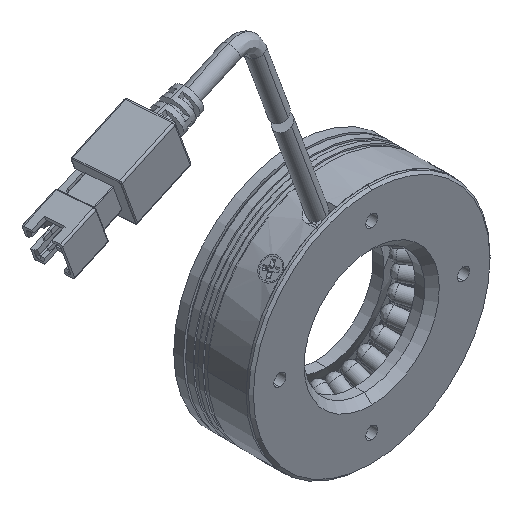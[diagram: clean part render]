
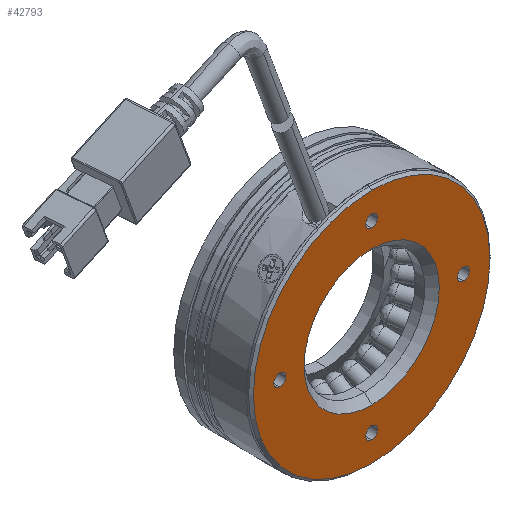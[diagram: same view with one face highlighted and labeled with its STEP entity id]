
A CAD part, isometric view. The second image highlights one B-rep face of the part: STEP entity #42793.
In plain terms, the highlighted planar face has unit normal (0, -1, 0).
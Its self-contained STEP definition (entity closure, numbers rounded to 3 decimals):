
#392 = DIRECTION ( 'NONE',  ( 0., 0., -1. ) ) ;
#1414 = CIRCLE ( 'NONE', #54505, 1.25 ) ;
#1615 = DIRECTION ( 'NONE',  ( 0., 0., 1. ) ) ;
#2312 = DIRECTION ( 'NONE',  ( 0., 0., 1. ) ) ;
#3381 = ORIENTED_EDGE ( 'NONE', *, *, #7594, .F. ) ;
#4510 = CARTESIAN_POINT ( 'NONE',  ( -28.649, -3.851, 77.803 ) ) ;
#4712 = EDGE_LOOP ( 'NONE', ( #42157, #64954 ) ) ;
#5568 = AXIS2_PLACEMENT_3D ( 'NONE', #33290, #75748, #39335 ) ;
#6161 = CARTESIAN_POINT ( 'NONE',  ( -9.649, -3.851, 57.553 ) ) ;
#7479 = CARTESIAN_POINT ( 'NONE',  ( -9.649, -3.851, 76.553 ) ) ;
#7594 = EDGE_CURVE ( 'NONE', #20204, #51337, #32501, .T. ) ;
#7810 = CARTESIAN_POINT ( 'NONE',  ( -9.649, -3.851, 58.803 ) ) ;
#8065 = AXIS2_PLACEMENT_3D ( 'NONE', #18774, #61275, #24931 ) ;
#8817 = VERTEX_POINT ( 'NONE', #12694 ) ;
#8848 = EDGE_LOOP ( 'NONE', ( #65332, #42444 ) ) ;
#12303 = DIRECTION ( 'NONE',  ( 0., 0., 1. ) ) ;
#12694 = CARTESIAN_POINT ( 'NONE',  ( -28.649, -3.851, 75.303 ) ) ;
#12783 = ORIENTED_EDGE ( 'NONE', *, *, #69344, .F. ) ;
#13017 = CIRCLE ( 'NONE', #70572, 1.25 ) ;
#13533 = VERTEX_POINT ( 'NONE', #14268 ) ;
#13598 = DIRECTION ( 'NONE',  ( 0., 0., -1. ) ) ;
#14268 = CARTESIAN_POINT ( 'NONE',  ( -9.649, -3.851, 62.553 ) ) ;
#15253 = CARTESIAN_POINT ( 'NONE',  ( 9.351, -3.851, 77.803 ) ) ;
#15710 = CARTESIAN_POINT ( 'NONE',  ( 9.351, -3.851, 76.553 ) ) ;
#15865 = EDGE_CURVE ( 'NONE', #13533, #61237, #55387, .T. ) ;
#16653 = CARTESIAN_POINT ( 'NONE',  ( -9.649, -3.851, 76.553 ) ) ;
#16989 = EDGE_LOOP ( 'NONE', ( #3381, #73734 ) ) ;
#18028 = CARTESIAN_POINT ( 'NONE',  ( -9.649, -3.851, 89.053 ) ) ;
#18774 = CARTESIAN_POINT ( 'NONE',  ( -9.649, -3.851, 57.553 ) ) ;
#19547 = CARTESIAN_POINT ( 'NONE',  ( -28.649, -3.851, 76.553 ) ) ;
#19703 = VERTEX_POINT ( 'NONE', #52316 ) ;
#20204 = VERTEX_POINT ( 'NONE', #15253 ) ;
#21153 = ORIENTED_EDGE ( 'NONE', *, *, #37697, .F. ) ;
#21178 = CIRCLE ( 'NONE', #50239, 1.25 ) ;
#21784 = EDGE_CURVE ( 'NONE', #45082, #54249, #1414, .T. ) ;
#21857 = DIRECTION ( 'NONE',  ( 0., 0., 1. ) ) ;
#22314 = CARTESIAN_POINT ( 'NONE',  ( -9.649, -3.851, 95.553 ) ) ;
#22699 = FACE_BOUND ( 'NONE', #4712, .T. ) ;
#22767 = DIRECTION ( 'NONE',  ( 0., 0., 1. ) ) ;
#23439 = AXIS2_PLACEMENT_3D ( 'NONE', #68444, #32022, #74559 ) ;
#24015 = CIRCLE ( 'NONE', #75918, 1.25 ) ;
#24155 = DIRECTION ( 'NONE',  ( 0., 0., -1. ) ) ;
#24204 = AXIS2_PLACEMENT_3D ( 'NONE', #73225, #36826, #392 ) ;
#24931 = DIRECTION ( 'NONE',  ( 0., 0., 1. ) ) ;
#25081 = EDGE_CURVE ( 'NONE', #75019, #25795, #35317, .T. ) ;
#25694 = DIRECTION ( 'NONE',  ( 0., 0., 1. ) ) ;
#25795 = VERTEX_POINT ( 'NONE', #7810 ) ;
#25927 = AXIS2_PLACEMENT_3D ( 'NONE', #16653, #59222, #22767 ) ;
#26698 = CARTESIAN_POINT ( 'NONE',  ( -9.649, -3.851, 52.053 ) ) ;
#28464 = DIRECTION ( 'NONE',  ( 0., 0., 1. ) ) ;
#30017 = PLANE ( 'NONE',  #64077 ) ;
#30354 = ORIENTED_EDGE ( 'NONE', *, *, #15865, .F. ) ;
#32022 = DIRECTION ( 'NONE',  ( 0., -1., 0. ) ) ;
#32501 = CIRCLE ( 'NONE', #34088, 1.25 ) ;
#33290 = CARTESIAN_POINT ( 'NONE',  ( -28.649, -3.851, 76.553 ) ) ;
#34088 = AXIS2_PLACEMENT_3D ( 'NONE', #15710, #58311, #21857 ) ;
#34622 = VERTEX_POINT ( 'NONE', #4510 ) ;
#35317 = CIRCLE ( 'NONE', #8065, 1.25 ) ;
#36128 = CIRCLE ( 'NONE', #24204, 24.5 ) ;
#36826 = DIRECTION ( 'NONE',  ( 0., 1., 0. ) ) ;
#37697 = EDGE_CURVE ( 'NONE', #59304, #19703, #42705, .T. ) ;
#38040 = DIRECTION ( 'NONE',  ( 0., -1., 0. ) ) ;
#38690 = DIRECTION ( 'NONE',  ( 0., -1., 0. ) ) ;
#38861 = FACE_BOUND ( 'NONE', #16989, .T. ) ;
#39335 = DIRECTION ( 'NONE',  ( 0., 0., 1. ) ) ;
#39808 = CARTESIAN_POINT ( 'NONE',  ( 9.351, -3.851, 75.303 ) ) ;
#41170 = EDGE_LOOP ( 'NONE', ( #75325, #30354 ) ) ;
#41864 = EDGE_CURVE ( 'NONE', #8817, #34622, #21178, .T. ) ;
#42157 = ORIENTED_EDGE ( 'NONE', *, *, #56678, .F. ) ;
#42444 = ORIENTED_EDGE ( 'NONE', *, *, #62113, .F. ) ;
#42445 = EDGE_CURVE ( 'NONE', #61237, #13533, #67606, .T. ) ;
#42705 = CIRCLE ( 'NONE', #63016, 24.5 ) ;
#42793 = ADVANCED_FACE ( 'NONE', ( #53164, #38861, #71209, #22699, #55063, #69334 ), #30017, .F. ) ;
#45082 = VERTEX_POINT ( 'NONE', #47576 ) ;
#46208 = CIRCLE ( 'NONE', #5568, 1.25 ) ;
#47576 = CARTESIAN_POINT ( 'NONE',  ( -9.649, -3.851, 96.803 ) ) ;
#48701 = DIRECTION ( 'NONE',  ( 0., -1., 0. ) ) ;
#49997 = DIRECTION ( 'NONE',  ( 0., 1., 0. ) ) ;
#50239 = AXIS2_PLACEMENT_3D ( 'NONE', #19547, #62060, #25694 ) ;
#51337 = VERTEX_POINT ( 'NONE', #39808 ) ;
#52281 = CARTESIAN_POINT ( 'NONE',  ( -9.649, -3.851, 94.303 ) ) ;
#52316 = CARTESIAN_POINT ( 'NONE',  ( -9.649, -3.851, 101.053 ) ) ;
#52658 = ORIENTED_EDGE ( 'NONE', *, *, #25081, .F. ) ;
#53164 = FACE_BOUND ( 'NONE', #8848, .T. ) ;
#54249 = VERTEX_POINT ( 'NONE', #52281 ) ;
#54505 = AXIS2_PLACEMENT_3D ( 'NONE', #22314, #64850, #28464 ) ;
#55063 = FACE_OUTER_BOUND ( 'NONE', #70305, .T. ) ;
#55387 = CIRCLE ( 'NONE', #25927, 14. ) ;
#56678 = EDGE_CURVE ( 'NONE', #34622, #8817, #46208, .T. ) ;
#57845 = CARTESIAN_POINT ( 'NONE',  ( -9.649, -3.851, 90.553 ) ) ;
#58311 = DIRECTION ( 'NONE',  ( 0., -1., 0. ) ) ;
#59222 = DIRECTION ( 'NONE',  ( 0., -1., 0. ) ) ;
#59304 = VERTEX_POINT ( 'NONE', #26698 ) ;
#60324 = CIRCLE ( 'NONE', #23439, 1.25 ) ;
#60456 = AXIS2_PLACEMENT_3D ( 'NONE', #74477, #38040, #1615 ) ;
#60539 = DIRECTION ( 'NONE',  ( 0., 1., 0. ) ) ;
#61237 = VERTEX_POINT ( 'NONE', #57845 ) ;
#61275 = DIRECTION ( 'NONE',  ( 0., -1., 0. ) ) ;
#62060 = DIRECTION ( 'NONE',  ( 0., -1., 0. ) ) ;
#62113 = EDGE_CURVE ( 'NONE', #54249, #45082, #13017, .T. ) ;
#63016 = AXIS2_PLACEMENT_3D ( 'NONE', #7479, #49997, #13598 ) ;
#64077 = AXIS2_PLACEMENT_3D ( 'NONE', #18028, #60539, #24155 ) ;
#64850 = DIRECTION ( 'NONE',  ( 0., -1., 0. ) ) ;
#64954 = ORIENTED_EDGE ( 'NONE', *, *, #41864, .F. ) ;
#65332 = ORIENTED_EDGE ( 'NONE', *, *, #21784, .F. ) ;
#65591 = EDGE_LOOP ( 'NONE', ( #12783, #52658 ) ) ;
#67212 = CARTESIAN_POINT ( 'NONE',  ( -9.649, -3.851, 56.303 ) ) ;
#67606 = CIRCLE ( 'NONE', #60456, 14. ) ;
#68444 = CARTESIAN_POINT ( 'NONE',  ( 9.351, -3.851, 76.553 ) ) ;
#69334 = FACE_BOUND ( 'NONE', #41170, .T. ) ;
#69344 = EDGE_CURVE ( 'NONE', #25795, #75019, #24015, .T. ) ;
#70305 = EDGE_LOOP ( 'NONE', ( #21153, #70570 ) ) ;
#70570 = ORIENTED_EDGE ( 'NONE', *, *, #75498, .F. ) ;
#70572 = AXIS2_PLACEMENT_3D ( 'NONE', #75137, #38690, #2312 ) ;
#71209 = FACE_BOUND ( 'NONE', #65591, .T. ) ;
#73225 = CARTESIAN_POINT ( 'NONE',  ( -9.649, -3.851, 76.553 ) ) ;
#73254 = EDGE_CURVE ( 'NONE', #51337, #20204, #60324, .T. ) ;
#73734 = ORIENTED_EDGE ( 'NONE', *, *, #73254, .F. ) ;
#74477 = CARTESIAN_POINT ( 'NONE',  ( -9.649, -3.851, 76.553 ) ) ;
#74559 = DIRECTION ( 'NONE',  ( 0., 0., 1. ) ) ;
#75019 = VERTEX_POINT ( 'NONE', #67212 ) ;
#75137 = CARTESIAN_POINT ( 'NONE',  ( -9.649, -3.851, 95.553 ) ) ;
#75325 = ORIENTED_EDGE ( 'NONE', *, *, #42445, .F. ) ;
#75498 = EDGE_CURVE ( 'NONE', #19703, #59304, #36128, .T. ) ;
#75748 = DIRECTION ( 'NONE',  ( 0., -1., 0. ) ) ;
#75918 = AXIS2_PLACEMENT_3D ( 'NONE', #6161, #48701, #12303 ) ;
